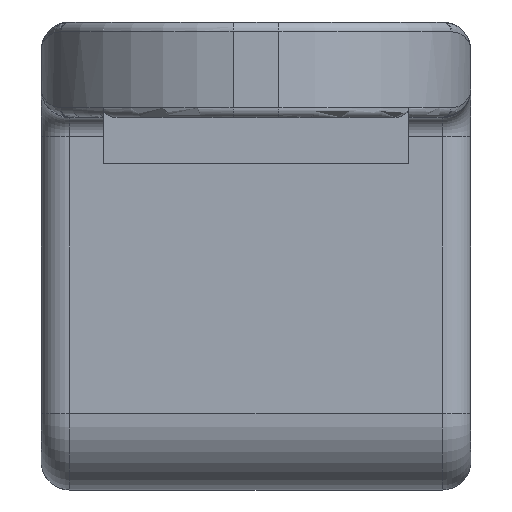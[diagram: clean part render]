
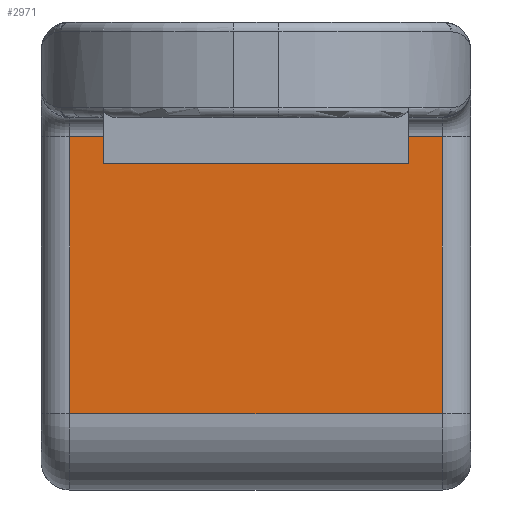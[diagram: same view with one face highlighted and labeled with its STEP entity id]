
A CAD part, left-side view. The second image highlights one B-rep face of the part: STEP entity #2971.
In plain terms, the highlighted planar face has unit normal (-1, 0, 0).
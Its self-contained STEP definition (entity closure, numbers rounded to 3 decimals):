
#83=PLANE('',#3241);
#239=LINE('',#5201,#514);
#279=LINE('',#5326,#554);
#283=LINE('',#5344,#558);
#284=LINE('',#5346,#559);
#514=VECTOR('',#3655,10.);
#554=VECTOR('',#3767,10.);
#558=VECTOR('',#3799,10.);
#559=VECTOR('',#3802,10.);
#830=FACE_OUTER_BOUND('',#1024,.T.);
#1024=EDGE_LOOP('',(#2394,#2395,#2396,#2397));
#1440=VERTEX_POINT('',#5195);
#1441=VERTEX_POINT('',#5199);
#1489=VERTEX_POINT('',#5320);
#1490=VERTEX_POINT('',#5324);
#1757=EDGE_CURVE('',#1440,#1441,#239,.T.);
#1820=EDGE_CURVE('',#1489,#1490,#279,.T.);
#1829=EDGE_CURVE('',#1441,#1489,#283,.T.);
#1830=EDGE_CURVE('',#1490,#1440,#284,.T.);
#2394=ORIENTED_EDGE('',*,*,#1757,.F.);
#2395=ORIENTED_EDGE('',*,*,#1830,.F.);
#2396=ORIENTED_EDGE('',*,*,#1820,.F.);
#2397=ORIENTED_EDGE('',*,*,#1829,.F.);
#2971=ADVANCED_FACE('',(#830),#83,.T.);
#3241=AXIS2_PLACEMENT_3D('',#5345,#3800,#3801);
#3655=DIRECTION('',(0.,0.,1.));
#3767=DIRECTION('',(0.,0.,-1.));
#3799=DIRECTION('',(0.,-1.,0.));
#3800=DIRECTION('center_axis',(-1.,0.,0.));
#3801=DIRECTION('ref_axis',(0.,1.,0.));
#3802=DIRECTION('',(0.,1.,0.));
#5195=CARTESIAN_POINT('',(89.486,42.,-29.));
#5199=CARTESIAN_POINT('',(89.486,42.,0.));
#5201=CARTESIAN_POINT('',(89.486,42.,1.));
#5320=CARTESIAN_POINT('',(89.486,3.,0.));
#5324=CARTESIAN_POINT('',(89.486,3.,-29.));
#5326=CARTESIAN_POINT('',(89.486,3.,1.));
#5344=CARTESIAN_POINT('',(89.486,11.25,0.));
#5345=CARTESIAN_POINT('Origin',(89.486,0.,2.));
#5346=CARTESIAN_POINT('',(89.486,11.25,-29.));
